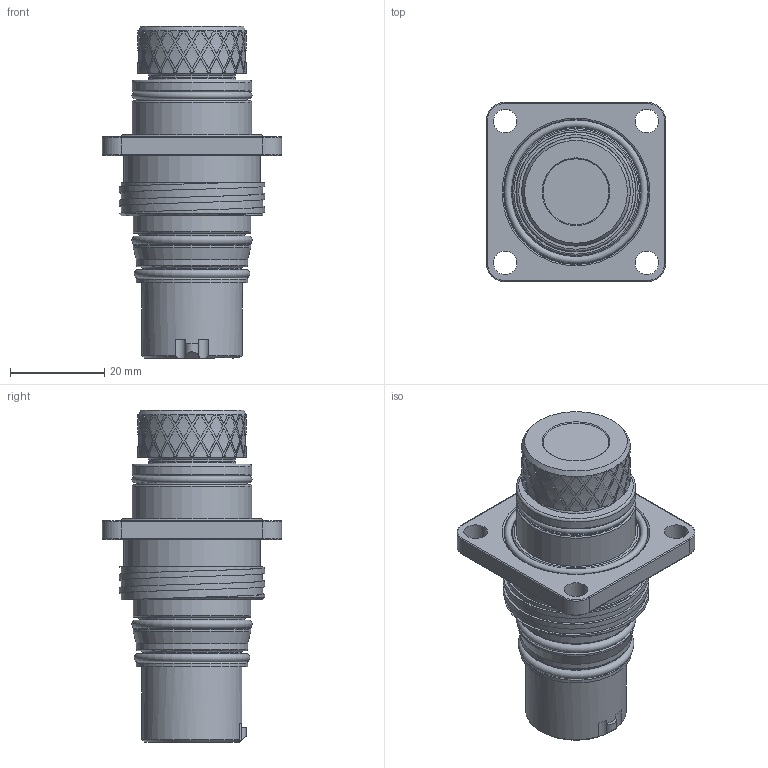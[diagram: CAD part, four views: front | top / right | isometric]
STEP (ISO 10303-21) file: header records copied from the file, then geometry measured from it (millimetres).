
FILE_DESCRIPTION(/* description */ (''),/* implementation_level */ '2;1');
FILE_NAME(/* name */ 'TrustLink MS OL Hybrid FCR F Dry Box.stp',/* time_stamp */ '2024-01-04T16:05:37+01:00',/* author */ ('sh'),/* organization */ (''),/* preprocessor_version */ 'ST-DEVELOPER v19.2',/* originating_system */ 'Autodesk Inventor 2023',/* authorisation */ '');
FILE_SCHEMA (('AUTOMOTIVE_DESIGN { 1 0 10303 214 3 1 1 }'));
Length unit declared in the file: millimetre
Products named in the file (1): 10148274_RevB
Bounding box: 38.1 x 38.1 x 70.5 mm (x, y, z)
Volume: 35283.4 mm3; surface area: 13530.4 mm2
Topology: 4 solids, 5 shells, 809 faces, 2042 edges, 1313 vertices
Faces by surface type: plane 536, cylinder 172, torus 42, bspline 33, cone 22, sphere 4
Full cylindrical faces by diameter (mm): 1.016 x1, 1.05 x2, 1.1 x3, 1.63 x3, 1.791 x1, 1.8 x3, 1.803 x1, 1.83 x1, 1.97 x1, 2 x2, 2.781 x1, 2.832 x1, 2.87 x1, 2.9 x2, 2.97 x1, 3 x4, 3.95 x2, 3.97 x2, 4 x2, 4.95 x2, 5 x6, 15.65 x1, 16 x1, 18.4 x1, 21.2 x2, 21.4 x1, 22.5 x1, 22.8 x1, 23.4 x1, 23.6 x2
Entity records: 26431 total; most frequent: CARTESIAN_POINT 5246, DIRECTION 4628, ORIENTED_EDGE 4098, EDGE_CURVE 2049, AXIS2_PLACEMENT_3D 1885, VERTEX_POINT 1305, EDGE_LOOP 898, LINE 858
